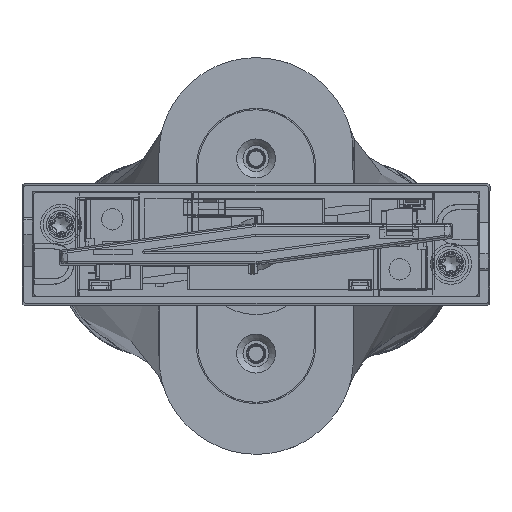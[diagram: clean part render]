
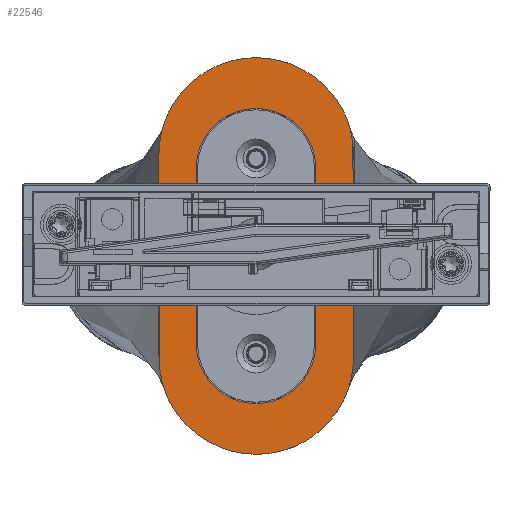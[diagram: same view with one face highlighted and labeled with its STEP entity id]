
A CAD part, top view. The second image highlights one B-rep face of the part: STEP entity #22546.
In plain terms, the highlighted planar face has unit normal (0, 0, 1).
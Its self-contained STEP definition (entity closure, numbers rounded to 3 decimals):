
#635=B_SPLINE_CURVE_WITH_KNOTS('',3,(#52642,#52643,#52644,#52645,#52646,
#52647,#52648,#52649,#52650,#52651,#52652,#52653,#52654,#52655,#52656,#52657,
#52658,#52659,#52660,#52661,#52662,#52663,#52664,#52665,#52666,#52667,#52668,
#52669,#52670,#52671,#52672,#52673,#52674,#52675),.UNSPECIFIED.,.F.,.F.,
(4,2,2,2,2,2,2,2,2,2,2,2,2,2,2,2,4),(0.,0.062,0.125,
0.187,0.25,0.313,0.375,
0.438,0.5,0.562,0.625,0.687,
0.75,0.813,0.875,0.938,
1.),.UNSPECIFIED.);
#636=B_SPLINE_CURVE_WITH_KNOTS('',3,(#52676,#52677,#52678,#52679,#52680,
#52681,#52682,#52683,#52684,#52685,#52686,#52687,#52688,#52689,#52690,#52691,
#52692,#52693,#52694,#52695,#52696,#52697,#52698,#52699,#52700,#52701,#52702,
#52703,#52704,#52705,#52706,#52707,#52708,#52709),.UNSPECIFIED.,.F.,.F.,
(4,2,2,2,2,2,2,2,2,2,2,2,2,2,2,2,4),(0.,0.062,0.125,
0.187,0.25,0.313,0.375,
0.438,0.5,0.562,0.625,0.687,
0.75,0.813,0.875,0.938,
1.),.UNSPECIFIED.);
#780=FACE_BOUND('',#3877,.T.);
#1201=CIRCLE('',#24209,9.2);
#1202=CIRCLE('',#24210,9.2);
#2622=FACE_OUTER_BOUND('',#3876,.T.);
#3876=EDGE_LOOP('',(#20242,#20243));
#3877=EDGE_LOOP('',(#20244,#20245,#20246,#20247));
#6231=LINE('',#52714,#8572);
#6232=LINE('',#52717,#8573);
#8572=VECTOR('',#29666,27.);
#8573=VECTOR('',#29669,27.);
#10695=VERTEX_POINT('',#52640);
#10696=VERTEX_POINT('',#52641);
#10697=VERTEX_POINT('',#52710);
#10698=VERTEX_POINT('',#52711);
#10699=VERTEX_POINT('',#52713);
#10700=VERTEX_POINT('',#52715);
#13945=EDGE_CURVE('',#10695,#10696,#635,.T.);
#13946=EDGE_CURVE('',#10696,#10695,#636,.T.);
#13947=EDGE_CURVE('',#10697,#10698,#1201,.T.);
#13948=EDGE_CURVE('',#10698,#10699,#6231,.T.);
#13949=EDGE_CURVE('',#10699,#10700,#1202,.T.);
#13950=EDGE_CURVE('',#10700,#10697,#6232,.T.);
#20242=ORIENTED_EDGE('',*,*,#13945,.T.);
#20243=ORIENTED_EDGE('',*,*,#13946,.T.);
#20244=ORIENTED_EDGE('',*,*,#13947,.T.);
#20245=ORIENTED_EDGE('',*,*,#13948,.T.);
#20246=ORIENTED_EDGE('',*,*,#13949,.T.);
#20247=ORIENTED_EDGE('',*,*,#13950,.T.);
#21401=PLANE('',#24208);
#22546=ADVANCED_FACE('',(#2622,#780),#21401,.F.);
#24208=AXIS2_PLACEMENT_3D('',#52639,#29662,#29663);
#24209=AXIS2_PLACEMENT_3D('',#52712,#29664,#29665);
#24210=AXIS2_PLACEMENT_3D('',#52716,#29667,#29668);
#29662=DIRECTION('center_axis',(0.,0.,-1.));
#29663=DIRECTION('ref_axis',(1.,0.,0.));
#29664=DIRECTION('center_axis',(0.,0.,-1.));
#29665=DIRECTION('ref_axis',(-1.,0.,0.));
#29666=DIRECTION('',(0.,-1.,0.));
#29667=DIRECTION('center_axis',(0.,0.,-1.));
#29668=DIRECTION('ref_axis',(1.,0.,0.));
#29669=DIRECTION('',(0.,1.,0.));
#52639=CARTESIAN_POINT('Origin',(-90.972,67.036,-329.363));
#52640=CARTESIAN_POINT('',(-20.475,26.151,-329.363));
#52641=CARTESIAN_POINT('',(9.504,26.151,-329.363));
#52642=CARTESIAN_POINT('Ctrl Pts',(-20.475,26.151,-329.363));
#52643=CARTESIAN_POINT('Ctrl Pts',(-20.475,24.525,-329.363));
#52644=CARTESIAN_POINT('Ctrl Pts',(-20.478,22.898,-329.363));
#52645=CARTESIAN_POINT('Ctrl Pts',(-20.475,19.643,-329.363));
#52646=CARTESIAN_POINT('Ctrl Pts',(-20.47,18.016,-329.363));
#52647=CARTESIAN_POINT('Ctrl Pts',(-20.493,14.763,-329.363));
#52648=CARTESIAN_POINT('Ctrl Pts',(-20.523,13.137,-329.363));
#52649=CARTESIAN_POINT('Ctrl Pts',(-20.457,9.876,-329.363));
#52650=CARTESIAN_POINT('Ctrl Pts',(-20.362,8.24,-329.363));
#52651=CARTESIAN_POINT('Ctrl Pts',(-19.558,5.104,-329.363));
#52652=CARTESIAN_POINT('Ctrl Pts',(-18.849,3.604,-329.363));
#52653=CARTESIAN_POINT('Ctrl Pts',(-17.011,0.905,
-329.363));
#52654=CARTESIAN_POINT('Ctrl Pts',(-15.883,-0.295,
-329.363));
#52655=CARTESIAN_POINT('Ctrl Pts',(-13.295,-2.269,
-329.363));
#52656=CARTESIAN_POINT('Ctrl Pts',(-11.834,-3.044,
-329.363));
#52657=CARTESIAN_POINT('Ctrl Pts',(-8.745,-4.086,
-329.363));
#52658=CARTESIAN_POINT('Ctrl Pts',(-7.115,-4.353,
-329.363));
#52659=CARTESIAN_POINT('Ctrl Pts',(-3.856,-4.353,-329.363));
#52660=CARTESIAN_POINT('Ctrl Pts',(-2.227,-4.086,
-329.363));
#52661=CARTESIAN_POINT('Ctrl Pts',(0.862,-3.044,-329.363));
#52662=CARTESIAN_POINT('Ctrl Pts',(2.323,-2.27,-329.363));
#52663=CARTESIAN_POINT('Ctrl Pts',(4.911,-0.296,
-329.363));
#52664=CARTESIAN_POINT('Ctrl Pts',(6.039,0.903,-329.363));
#52665=CARTESIAN_POINT('Ctrl Pts',(7.877,3.603,-329.363));
#52666=CARTESIAN_POINT('Ctrl Pts',(8.587,5.104,-329.363));
#52667=CARTESIAN_POINT('Ctrl Pts',(9.391,8.24,-329.363));
#52668=CARTESIAN_POINT('Ctrl Pts',(9.486,9.876,-329.363));
#52669=CARTESIAN_POINT('Ctrl Pts',(9.551,13.137,-329.363));
#52670=CARTESIAN_POINT('Ctrl Pts',(9.522,14.763,-329.363));
#52671=CARTESIAN_POINT('Ctrl Pts',(9.498,18.016,-329.363));
#52672=CARTESIAN_POINT('Ctrl Pts',(9.504,19.643,-329.363));
#52673=CARTESIAN_POINT('Ctrl Pts',(9.507,22.898,-329.363));
#52674=CARTESIAN_POINT('Ctrl Pts',(9.504,24.525,-329.363));
#52675=CARTESIAN_POINT('Ctrl Pts',(9.504,26.151,-329.363));
#52676=CARTESIAN_POINT('Ctrl Pts',(9.504,26.151,-329.363));
#52677=CARTESIAN_POINT('Ctrl Pts',(9.504,27.778,-329.363));
#52678=CARTESIAN_POINT('Ctrl Pts',(9.507,29.405,-329.363));
#52679=CARTESIAN_POINT('Ctrl Pts',(9.504,32.659,-329.363));
#52680=CARTESIAN_POINT('Ctrl Pts',(9.498,34.287,-329.363));
#52681=CARTESIAN_POINT('Ctrl Pts',(9.522,37.54,-329.363));
#52682=CARTESIAN_POINT('Ctrl Pts',(9.551,39.166,-329.363));
#52683=CARTESIAN_POINT('Ctrl Pts',(9.485,42.427,-329.363));
#52684=CARTESIAN_POINT('Ctrl Pts',(9.391,44.063,-329.363));
#52685=CARTESIAN_POINT('Ctrl Pts',(8.587,47.198,-329.363));
#52686=CARTESIAN_POINT('Ctrl Pts',(7.877,48.698,-329.363));
#52687=CARTESIAN_POINT('Ctrl Pts',(6.04,51.398,-329.363));
#52688=CARTESIAN_POINT('Ctrl Pts',(4.912,52.598,-329.363));
#52689=CARTESIAN_POINT('Ctrl Pts',(2.323,54.572,-329.363));
#52690=CARTESIAN_POINT('Ctrl Pts',(0.863,55.347,-329.363));
#52691=CARTESIAN_POINT('Ctrl Pts',(-2.227,56.388,-329.363));
#52692=CARTESIAN_POINT('Ctrl Pts',(-3.856,56.656,-329.363));
#52693=CARTESIAN_POINT('Ctrl Pts',(-7.115,56.656,-329.363));
#52694=CARTESIAN_POINT('Ctrl Pts',(-8.745,56.388,-329.363));
#52695=CARTESIAN_POINT('Ctrl Pts',(-11.834,55.347,-329.363));
#52696=CARTESIAN_POINT('Ctrl Pts',(-13.294,54.572,-329.363));
#52697=CARTESIAN_POINT('Ctrl Pts',(-15.882,52.599,-329.363));
#52698=CARTESIAN_POINT('Ctrl Pts',(-17.011,51.399,-329.363));
#52699=CARTESIAN_POINT('Ctrl Pts',(-18.848,48.699,-329.363));
#52700=CARTESIAN_POINT('Ctrl Pts',(-19.558,47.199,-329.363));
#52701=CARTESIAN_POINT('Ctrl Pts',(-20.362,44.062,-329.363));
#52702=CARTESIAN_POINT('Ctrl Pts',(-20.457,42.427,-329.363));
#52703=CARTESIAN_POINT('Ctrl Pts',(-20.523,39.166,-329.363));
#52704=CARTESIAN_POINT('Ctrl Pts',(-20.493,37.54,-329.363));
#52705=CARTESIAN_POINT('Ctrl Pts',(-20.47,34.287,-329.363));
#52706=CARTESIAN_POINT('Ctrl Pts',(-20.476,32.659,-329.363));
#52707=CARTESIAN_POINT('Ctrl Pts',(-20.478,29.405,-329.363));
#52708=CARTESIAN_POINT('Ctrl Pts',(-20.475,27.778,-329.363));
#52709=CARTESIAN_POINT('Ctrl Pts',(-20.475,26.151,-329.363));
#52710=CARTESIAN_POINT('',(-14.726,39.651,-329.363));
#52711=CARTESIAN_POINT('',(3.674,39.651,-329.363));
#52712=CARTESIAN_POINT('Origin',(-5.526,39.651,-329.363));
#52713=CARTESIAN_POINT('',(3.674,12.651,-329.363));
#52714=CARTESIAN_POINT('',(3.674,39.651,-329.363));
#52715=CARTESIAN_POINT('',(-14.726,12.651,-329.363));
#52716=CARTESIAN_POINT('Origin',(-5.526,12.651,-329.363));
#52717=CARTESIAN_POINT('',(-14.726,12.651,-329.363));
